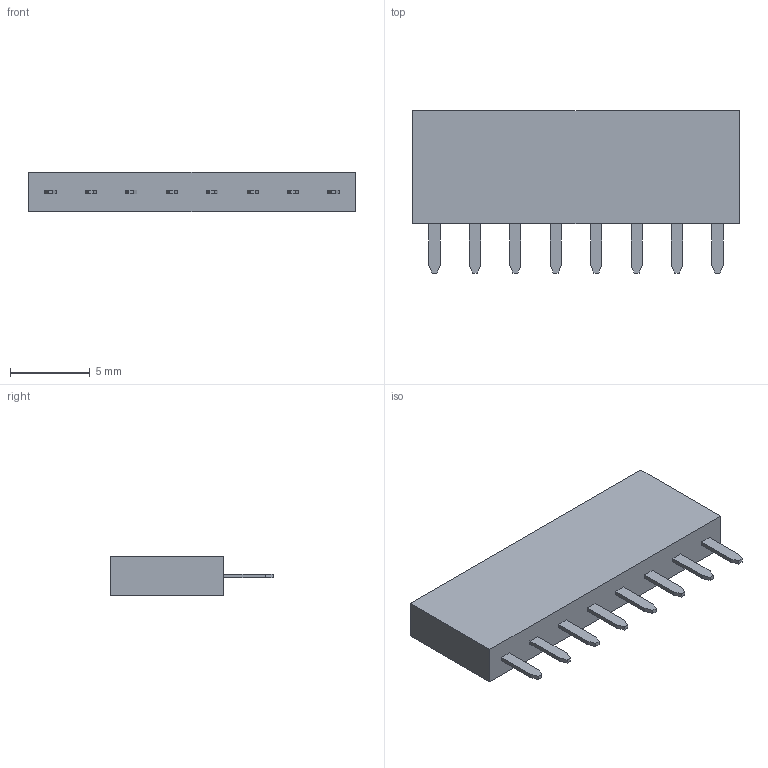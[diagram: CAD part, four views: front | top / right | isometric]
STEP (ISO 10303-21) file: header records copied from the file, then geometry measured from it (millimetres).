
FILE_DESCRIPTION( ('This file contains a STEP AP42 implementation' ,'as created by ZW3D STEP Interface translator.') ,'2;1' );
FILE_NAME( '2171-1XXSXXCUNX1.stp' ,'23 5 2.152221', (''), ('ZWCAD Software Co.'), 'Version 1.0', 'ZW3D to STEP translator', '' );
FILE_SCHEMA(('AUTOMOTIVE_DESIGN { 1 0 10303 214 1 1 1 1 }'));
Length unit declared in the file: millimetre
Products named in the file (2): 0; 2171-120SXXCUNX1
Bounding box: 20.52 x 10.2 x 2.5 mm (x, y, z)
Volume: 268.2 mm3; surface area: 1033.8 mm2
Topology: 1 solids, 1 shells, 862 faces, 2592 edges, 1724 vertices
Faces by surface type: plane 606, cylinder 160, bspline 96
Entity records: 39436 total; most frequent: CARTESIAN_POINT 20201, ORIENTED_EDGE 5184, EDGE_CURVE 2592, B_SPLINE_CURVE_WITH_KNOTS 2342, DIRECTION 1784, VERTEX_POINT 1724, EDGE_LOOP 902, FACE_OUTER_BOUND 862
